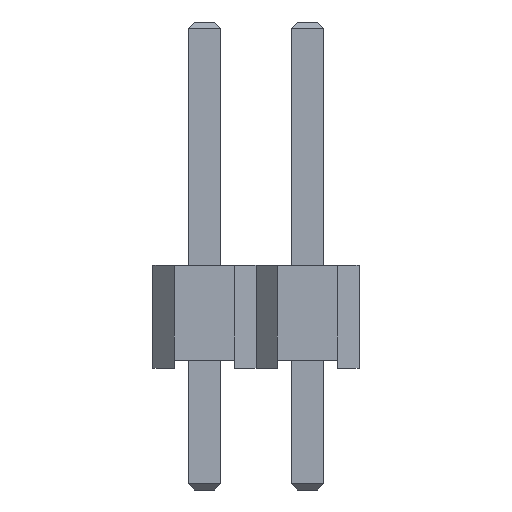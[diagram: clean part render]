
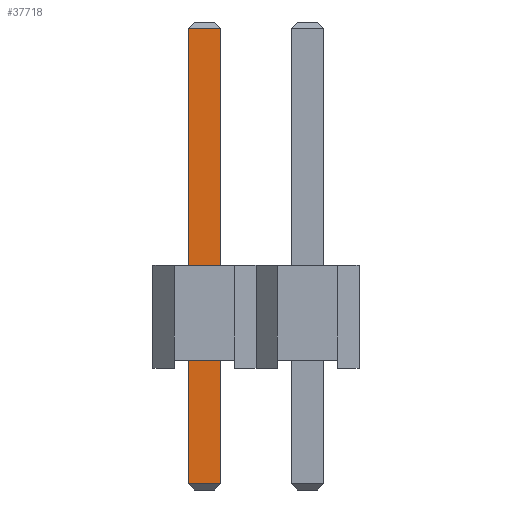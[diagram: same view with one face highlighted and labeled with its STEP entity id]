
A CAD part, front view. The second image highlights one B-rep face of the part: STEP entity #37718.
In plain terms, the highlighted planar face has unit normal (0, -1, 0).
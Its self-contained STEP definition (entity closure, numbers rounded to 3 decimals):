
#37306 = PLANE('',#37307);
#37307 = AXIS2_PLACEMENT_3D('',#37308,#37309,#37310);
#37308 = CARTESIAN_POINT('',(-0.4,-0.4,-3.));
#37309 = DIRECTION('',(-1.,0.,0.));
#37310 = DIRECTION('',(0.,1.,0.));
#37362 = PLANE('',#37363);
#37363 = AXIS2_PLACEMENT_3D('',#37364,#37365,#37366);
#37364 = CARTESIAN_POINT('',(0.4,0.4,-3.));
#37365 = DIRECTION('',(1.,0.,0.));
#37366 = DIRECTION('',(0.,-1.,0.));
#37403 = EDGE_CURVE('',#37404,#37406,#37408,.T.);
#37404 = VERTEX_POINT('',#37405);
#37405 = CARTESIAN_POINT('',(-0.4,-0.4,-2.85));
#37406 = VERTEX_POINT('',#37407);
#37407 = CARTESIAN_POINT('',(-0.4,-0.4,8.39));
#37408 = SURFACE_CURVE('',#37409,(#37413,#37420),.PCURVE_S1.);
#37409 = LINE('',#37410,#37411);
#37410 = CARTESIAN_POINT('',(-0.4,-0.4,-3.));
#37411 = VECTOR('',#37412,1.);
#37412 = DIRECTION('',(0.,0.,1.));
#37413 = PCURVE('',#37306,#37414);
#37414 = DEFINITIONAL_REPRESENTATION('',(#37415),#37419);
#37415 = LINE('',#37416,#37417);
#37416 = CARTESIAN_POINT('',(0.,0.));
#37417 = VECTOR('',#37418,1.);
#37418 = DIRECTION('',(0.,-1.));
#37419 = ( GEOMETRIC_REPRESENTATION_CONTEXT(2) 
PARAMETRIC_REPRESENTATION_CONTEXT() REPRESENTATION_CONTEXT('2D SPACE',''
  ) );
#37420 = PCURVE('',#37421,#37426);
#37421 = PLANE('',#37422);
#37422 = AXIS2_PLACEMENT_3D('',#37423,#37424,#37425);
#37423 = CARTESIAN_POINT('',(0.4,-0.4,-3.));
#37424 = DIRECTION('',(0.,-1.,0.));
#37425 = DIRECTION('',(-1.,0.,0.));
#37426 = DEFINITIONAL_REPRESENTATION('',(#37427),#37431);
#37427 = LINE('',#37428,#37429);
#37428 = CARTESIAN_POINT('',(0.8,0.));
#37429 = VECTOR('',#37430,1.);
#37430 = DIRECTION('',(0.,-1.));
#37431 = ( GEOMETRIC_REPRESENTATION_CONTEXT(2) 
PARAMETRIC_REPRESENTATION_CONTEXT() REPRESENTATION_CONTEXT('2D SPACE',''
  ) );
#37653 = VERTEX_POINT('',#37654);
#37654 = CARTESIAN_POINT('',(0.4,-0.4,8.39));
#37675 = EDGE_CURVE('',#37676,#37653,#37678,.T.);
#37676 = VERTEX_POINT('',#37677);
#37677 = CARTESIAN_POINT('',(0.4,-0.4,-2.85));
#37678 = SURFACE_CURVE('',#37679,(#37683,#37690),.PCURVE_S1.);
#37679 = LINE('',#37680,#37681);
#37680 = CARTESIAN_POINT('',(0.4,-0.4,-3.));
#37681 = VECTOR('',#37682,1.);
#37682 = DIRECTION('',(0.,0.,1.));
#37683 = PCURVE('',#37362,#37684);
#37684 = DEFINITIONAL_REPRESENTATION('',(#37685),#37689);
#37685 = LINE('',#37686,#37687);
#37686 = CARTESIAN_POINT('',(0.8,0.));
#37687 = VECTOR('',#37688,1.);
#37688 = DIRECTION('',(0.,-1.));
#37689 = ( GEOMETRIC_REPRESENTATION_CONTEXT(2) 
PARAMETRIC_REPRESENTATION_CONTEXT() REPRESENTATION_CONTEXT('2D SPACE',''
  ) );
#37690 = PCURVE('',#37421,#37691);
#37691 = DEFINITIONAL_REPRESENTATION('',(#37692),#37696);
#37692 = LINE('',#37693,#37694);
#37693 = CARTESIAN_POINT('',(0.,-0.));
#37694 = VECTOR('',#37695,1.);
#37695 = DIRECTION('',(0.,-1.));
#37696 = ( GEOMETRIC_REPRESENTATION_CONTEXT(2) 
PARAMETRIC_REPRESENTATION_CONTEXT() REPRESENTATION_CONTEXT('2D SPACE',''
  ) );
#37718 = ADVANCED_FACE('',(#37719),#37421,.T.);
#37719 = FACE_BOUND('',#37720,.T.);
#37720 = EDGE_LOOP('',(#37721,#37722,#37748,#37749));
#37721 = ORIENTED_EDGE('',*,*,#37675,.T.);
#37722 = ORIENTED_EDGE('',*,*,#37723,.T.);
#37723 = EDGE_CURVE('',#37653,#37406,#37724,.T.);
#37724 = SURFACE_CURVE('',#37725,(#37729,#37736),.PCURVE_S1.);
#37725 = LINE('',#37726,#37727);
#37726 = CARTESIAN_POINT('',(0.4,-0.4,8.39));
#37727 = VECTOR('',#37728,1.);
#37728 = DIRECTION('',(-1.,0.,0.));
#37729 = PCURVE('',#37421,#37730);
#37730 = DEFINITIONAL_REPRESENTATION('',(#37731),#37735);
#37731 = LINE('',#37732,#37733);
#37732 = CARTESIAN_POINT('',(0.,-11.39));
#37733 = VECTOR('',#37734,1.);
#37734 = DIRECTION('',(1.,0.));
#37735 = ( GEOMETRIC_REPRESENTATION_CONTEXT(2) 
PARAMETRIC_REPRESENTATION_CONTEXT() REPRESENTATION_CONTEXT('2D SPACE',''
  ) );
#37736 = PCURVE('',#37737,#37742);
#37737 = PLANE('',#37738);
#37738 = AXIS2_PLACEMENT_3D('',#37739,#37740,#37741);
#37739 = CARTESIAN_POINT('',(0.4,-0.325,8.465));
#37740 = DIRECTION('',(0.,-0.707,0.707));
#37741 = DIRECTION('',(1.,0.,0.));
#37742 = DEFINITIONAL_REPRESENTATION('',(#37743),#37747);
#37743 = LINE('',#37744,#37745);
#37744 = CARTESIAN_POINT('',(-0.,-0.106));
#37745 = VECTOR('',#37746,1.);
#37746 = DIRECTION('',(-1.,0.));
#37747 = ( GEOMETRIC_REPRESENTATION_CONTEXT(2) 
PARAMETRIC_REPRESENTATION_CONTEXT() REPRESENTATION_CONTEXT('2D SPACE',''
  ) );
#37748 = ORIENTED_EDGE('',*,*,#37403,.F.);
#37749 = ORIENTED_EDGE('',*,*,#37750,.F.);
#37750 = EDGE_CURVE('',#37676,#37404,#37751,.T.);
#37751 = SURFACE_CURVE('',#37752,(#37756,#37763),.PCURVE_S1.);
#37752 = LINE('',#37753,#37754);
#37753 = CARTESIAN_POINT('',(0.4,-0.4,-2.85));
#37754 = VECTOR('',#37755,1.);
#37755 = DIRECTION('',(-1.,0.,0.));
#37756 = PCURVE('',#37421,#37757);
#37757 = DEFINITIONAL_REPRESENTATION('',(#37758),#37762);
#37758 = LINE('',#37759,#37760);
#37759 = CARTESIAN_POINT('',(0.,-0.15));
#37760 = VECTOR('',#37761,1.);
#37761 = DIRECTION('',(1.,0.));
#37762 = ( GEOMETRIC_REPRESENTATION_CONTEXT(2) 
PARAMETRIC_REPRESENTATION_CONTEXT() REPRESENTATION_CONTEXT('2D SPACE',''
  ) );
#37763 = PCURVE('',#37764,#37769);
#37764 = PLANE('',#37765);
#37765 = AXIS2_PLACEMENT_3D('',#37766,#37767,#37768);
#37766 = CARTESIAN_POINT('',(0.4,-0.325,-2.925));
#37767 = DIRECTION('',(0.,0.707,0.707)
  );
#37768 = DIRECTION('',(1.,0.,0.));
#37769 = DEFINITIONAL_REPRESENTATION('',(#37770),#37774);
#37770 = LINE('',#37771,#37772);
#37771 = CARTESIAN_POINT('',(-0.,-0.106));
#37772 = VECTOR('',#37773,1.);
#37773 = DIRECTION('',(-1.,0.));
#37774 = ( GEOMETRIC_REPRESENTATION_CONTEXT(2) 
PARAMETRIC_REPRESENTATION_CONTEXT() REPRESENTATION_CONTEXT('2D SPACE',''
  ) );
